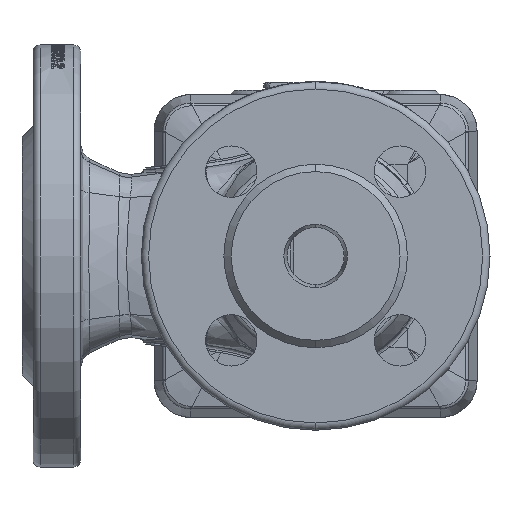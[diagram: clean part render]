
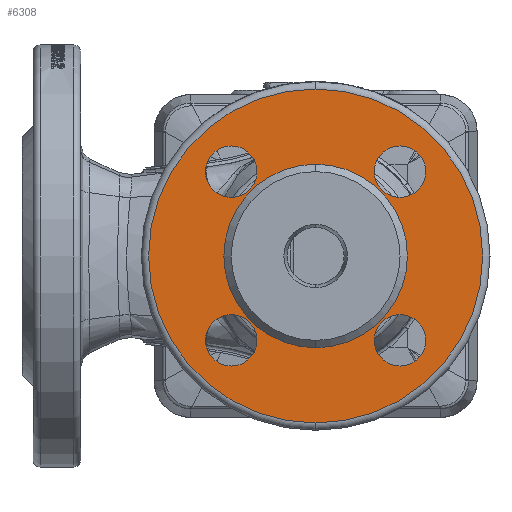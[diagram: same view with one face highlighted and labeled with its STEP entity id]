
A CAD part, front view. The second image highlights one B-rep face of the part: STEP entity #6308.
In plain terms, the highlighted planar face has unit normal (0, -1, 0).
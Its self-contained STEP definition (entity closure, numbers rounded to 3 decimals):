
#313 = CARTESIAN_POINT ( 'NONE',  ( 22.981, -88., 29.981 ) ) ;
#1502 = CARTESIAN_POINT ( 'NONE',  ( 22.981, -88., 15.981 ) ) ;
#1798 = DIRECTION ( 'NONE',  ( 0., -1., 0. ) ) ;
#1948 = DIRECTION ( 'NONE',  ( 0., 0., -1. ) ) ;
#2421 = DIRECTION ( 'NONE',  ( 0., -1., 0. ) ) ;
#3435 = CARTESIAN_POINT ( 'NONE',  ( -22.981, -88., 22.981 ) ) ;
#6308 = ADVANCED_FACE ( 'NONE', ( #138395, #113311, #63382, #82028, #125876, #75861 ), #148463, .T. ) ;
#7086 = CIRCLE ( 'NONE', #123642, 25. ) ;
#8759 = ORIENTED_EDGE ( 'NONE', *, *, #149527, .T. ) ;
#9525 = EDGE_CURVE ( 'NONE', #55696, #134306, #137118, .T. ) ;
#10817 = VERTEX_POINT ( 'NONE', #154910 ) ;
#10910 = CARTESIAN_POINT ( 'NONE',  ( 22.981, -88., 22.981 ) ) ;
#13469 = AXIS2_PLACEMENT_3D ( 'NONE', #82202, #95051, #41452 ) ;
#14104 = CARTESIAN_POINT ( 'NONE',  ( 22.981, -88., 22.981 ) ) ;
#15455 = AXIS2_PLACEMENT_3D ( 'NONE', #123110, #82351, #158597 ) ;
#16418 = DIRECTION ( 'NONE',  ( 0., -1., 0. ) ) ;
#20202 = CARTESIAN_POINT ( 'NONE',  ( -22.981, -88., 15.981 ) ) ;
#23983 = CARTESIAN_POINT ( 'NONE',  ( 0., -88., 25. ) ) ;
#24097 = VERTEX_POINT ( 'NONE', #110305 ) ;
#24442 = ORIENTED_EDGE ( 'NONE', *, *, #139395, .T. ) ;
#24604 = ORIENTED_EDGE ( 'NONE', *, *, #125042, .F. ) ;
#26020 = CARTESIAN_POINT ( 'NONE',  ( -22.981, -88., -29.981 ) ) ;
#28281 = DIRECTION ( 'NONE',  ( 0., 0., -1. ) ) ;
#32386 = EDGE_CURVE ( 'NONE', #134163, #58847, #108651, .T. ) ;
#33250 = EDGE_LOOP ( 'NONE', ( #135719, #70873 ) ) ;
#33721 = ORIENTED_EDGE ( 'NONE', *, *, #155051, .F. ) ;
#35860 = ORIENTED_EDGE ( 'NONE', *, *, #32386, .F. ) ;
#36175 = AXIS2_PLACEMENT_3D ( 'NONE', #120548, #1798, #68700 ) ;
#41452 = DIRECTION ( 'NONE',  ( 0., 0., -1. ) ) ;
#42331 = DIRECTION ( 'NONE',  ( 0., 0., 1. ) ) ;
#42753 = DIRECTION ( 'NONE',  ( 0., -1., 0. ) ) ;
#42972 = DIRECTION ( 'NONE',  ( 0., -1., 0. ) ) ;
#43833 = EDGE_CURVE ( 'NONE', #144128, #44137, #116431, .T. ) ;
#44137 = VERTEX_POINT ( 'NONE', #20202 ) ;
#45824 = DIRECTION ( 'NONE',  ( 0., 0., 1. ) ) ;
#48823 = AXIS2_PLACEMENT_3D ( 'NONE', #10910, #159900, #28281 ) ;
#53185 = CIRCLE ( 'NONE', #69796, 45.5 ) ;
#54844 = DIRECTION ( 'NONE',  ( 0., 0., -1. ) ) ;
#54963 = ORIENTED_EDGE ( 'NONE', *, *, #159482, .F. ) ;
#55696 = VERTEX_POINT ( 'NONE', #1502 ) ;
#56905 = CARTESIAN_POINT ( 'NONE',  ( 0., -88., 0. ) ) ;
#57192 = VERTEX_POINT ( 'NONE', #26020 ) ;
#58847 = VERTEX_POINT ( 'NONE', #73599 ) ;
#59254 = CARTESIAN_POINT ( 'NONE',  ( 0., -88., 0. ) ) ;
#60956 = AXIS2_PLACEMENT_3D ( 'NONE', #82130, #2421, #96692 ) ;
#63382 = FACE_BOUND ( 'NONE', #33250, .T. ) ;
#64429 = AXIS2_PLACEMENT_3D ( 'NONE', #96899, #42753, #109713 ) ;
#67419 = DIRECTION ( 'NONE',  ( 0., 1., 0. ) ) ;
#68341 = DIRECTION ( 'NONE',  ( 0., 0., 1. ) ) ;
#68449 = CARTESIAN_POINT ( 'NONE',  ( -22.981, -88., -15.981 ) ) ;
#68700 = DIRECTION ( 'NONE',  ( 0., 0., -1. ) ) ;
#69796 = AXIS2_PLACEMENT_3D ( 'NONE', #96271, #160341, #68341 ) ;
#70873 = ORIENTED_EDGE ( 'NONE', *, *, #82873, .F. ) ;
#71868 = ORIENTED_EDGE ( 'NONE', *, *, #43833, .F. ) ;
#73599 = CARTESIAN_POINT ( 'NONE',  ( 0., -88., 45.5 ) ) ;
#75861 = FACE_OUTER_BOUND ( 'NONE', #155121, .T. ) ;
#81001 = DIRECTION ( 'NONE',  ( 0., -1., 0. ) ) ;
#82028 = FACE_BOUND ( 'NONE', #134568, .T. ) ;
#82091 = VERTEX_POINT ( 'NONE', #68449 ) ;
#82130 = CARTESIAN_POINT ( 'NONE',  ( 22.981, -88., -22.981 ) ) ;
#82202 = CARTESIAN_POINT ( 'NONE',  ( -22.981, -88., 22.981 ) ) ;
#82351 = DIRECTION ( 'NONE',  ( 0., -1., 0. ) ) ;
#82565 = DIRECTION ( 'NONE',  ( 0., 0., -1. ) ) ;
#82873 = EDGE_CURVE ( 'NONE', #134306, #55696, #164068, .T. ) ;
#89836 = CIRCLE ( 'NONE', #64429, 7. ) ;
#92574 = ORIENTED_EDGE ( 'NONE', *, *, #114808, .F. ) ;
#95051 = DIRECTION ( 'NONE',  ( 0., -1., 0. ) ) ;
#96271 = CARTESIAN_POINT ( 'NONE',  ( 0., -88., 0. ) ) ;
#96692 = DIRECTION ( 'NONE',  ( 0., 0., -1. ) ) ;
#96899 = CARTESIAN_POINT ( 'NONE',  ( -22.981, -88., -22.981 ) ) ;
#98579 = CARTESIAN_POINT ( 'NONE',  ( 22.981, -88., -15.981 ) ) ;
#100746 = EDGE_LOOP ( 'NONE', ( #107066, #92574 ) ) ;
#103227 = CARTESIAN_POINT ( 'NONE',  ( -22.981, -88., 29.981 ) ) ;
#105803 = DIRECTION ( 'NONE',  ( 0., 1., 0. ) ) ;
#106663 = AXIS2_PLACEMENT_3D ( 'NONE', #56905, #105803, #123850 ) ;
#106826 = CIRCLE ( 'NONE', #147856, 25. ) ;
#107066 = ORIENTED_EDGE ( 'NONE', *, *, #107953, .F. ) ;
#107608 = CIRCLE ( 'NONE', #167461, 7. ) ;
#107953 = EDGE_CURVE ( 'NONE', #57192, #82091, #89836, .T. ) ;
#108651 = CIRCLE ( 'NONE', #106663, 45.5 ) ;
#109713 = DIRECTION ( 'NONE',  ( 0., 0., -1. ) ) ;
#110305 = CARTESIAN_POINT ( 'NONE',  ( 22.981, -88., -29.981 ) ) ;
#111637 = CIRCLE ( 'NONE', #60956, 7. ) ;
#113061 = EDGE_CURVE ( 'NONE', #58847, #134163, #53185, .T. ) ;
#113311 = FACE_BOUND ( 'NONE', #100746, .T. ) ;
#114808 = EDGE_CURVE ( 'NONE', #82091, #57192, #125243, .T. ) ;
#116431 = CIRCLE ( 'NONE', #117108, 7. ) ;
#117108 = AXIS2_PLACEMENT_3D ( 'NONE', #3435, #42972, #82565 ) ;
#120548 = CARTESIAN_POINT ( 'NONE',  ( -25., -88., 0. ) ) ;
#123110 = CARTESIAN_POINT ( 'NONE',  ( -22.981, -88., -22.981 ) ) ;
#123642 = AXIS2_PLACEMENT_3D ( 'NONE', #162290, #67419, #42331 ) ;
#123850 = DIRECTION ( 'NONE',  ( 0., 0., 1. ) ) ;
#124523 = VERTEX_POINT ( 'NONE', #98579 ) ;
#125042 = EDGE_CURVE ( 'NONE', #124523, #24097, #107608, .T. ) ;
#125243 = CIRCLE ( 'NONE', #15455, 7. ) ;
#125271 = CARTESIAN_POINT ( 'NONE',  ( 0., -88., -45.5 ) ) ;
#125876 = FACE_BOUND ( 'NONE', #148464, .T. ) ;
#134163 = VERTEX_POINT ( 'NONE', #125271 ) ;
#134306 = VERTEX_POINT ( 'NONE', #313 ) ;
#134568 = EDGE_LOOP ( 'NONE', ( #54963, #71868 ) ) ;
#135719 = ORIENTED_EDGE ( 'NONE', *, *, #9525, .F. ) ;
#137118 = CIRCLE ( 'NONE', #169302, 7. ) ;
#138395 = FACE_BOUND ( 'NONE', #165000, .T. ) ;
#139395 = EDGE_CURVE ( 'NONE', #10817, #152295, #106826, .T. ) ;
#144128 = VERTEX_POINT ( 'NONE', #103227 ) ;
#147856 = AXIS2_PLACEMENT_3D ( 'NONE', #59254, #152429, #45824 ) ;
#148463 = PLANE ( 'NONE',  #36175 ) ;
#148464 = EDGE_LOOP ( 'NONE', ( #8759, #24442 ) ) ;
#149194 = CARTESIAN_POINT ( 'NONE',  ( 22.981, -88., -22.981 ) ) ;
#149527 = EDGE_CURVE ( 'NONE', #152295, #10817, #7086, .T. ) ;
#152295 = VERTEX_POINT ( 'NONE', #23983 ) ;
#152429 = DIRECTION ( 'NONE',  ( 0., 1., 0. ) ) ;
#152846 = ORIENTED_EDGE ( 'NONE', *, *, #113061, .F. ) ;
#154910 = CARTESIAN_POINT ( 'NONE',  ( 0., -88., -25. ) ) ;
#155051 = EDGE_CURVE ( 'NONE', #24097, #124523, #111637, .T. ) ;
#155121 = EDGE_LOOP ( 'NONE', ( #152846, #35860 ) ) ;
#155467 = CIRCLE ( 'NONE', #13469, 7. ) ;
#158597 = DIRECTION ( 'NONE',  ( 0., 0., -1. ) ) ;
#159482 = EDGE_CURVE ( 'NONE', #44137, #144128, #155467, .T. ) ;
#159900 = DIRECTION ( 'NONE',  ( 0., -1., 0. ) ) ;
#160341 = DIRECTION ( 'NONE',  ( 0., 1., 0. ) ) ;
#162290 = CARTESIAN_POINT ( 'NONE',  ( 0., -88., 0. ) ) ;
#164068 = CIRCLE ( 'NONE', #48823, 7. ) ;
#165000 = EDGE_LOOP ( 'NONE', ( #33721, #24604 ) ) ;
#167461 = AXIS2_PLACEMENT_3D ( 'NONE', #149194, #16418, #1948 ) ;
#169302 = AXIS2_PLACEMENT_3D ( 'NONE', #14104, #81001, #54844 ) ;
